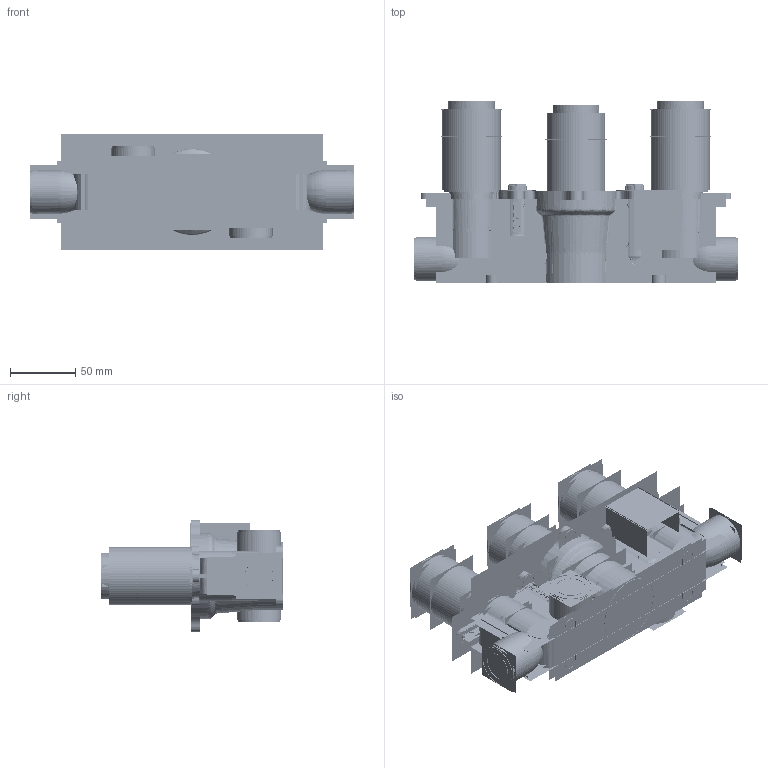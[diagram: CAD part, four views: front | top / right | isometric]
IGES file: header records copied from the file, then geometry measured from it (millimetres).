
Start section:  PTC IGES file: WLBP2000RC+.igs
Global section: file name: WLBP2000RC+.igs; native system: Pro/ENGINEER by Parametric Technology Corporation; preprocessor: 2009360; author: user152; organization: Unknown; date: 20200321.091535; units: millimetre
Bounding box: 248.84 x 139.57 x 89.47 mm (x, y, z)
Volume: 455784 mm3; surface area: 4122167.5 mm2
Topology: 29 solids, 60 shells, 5042 faces, 30531 edges, 42206 vertices
Faces by surface type: bspline 2876, revolution 2166
